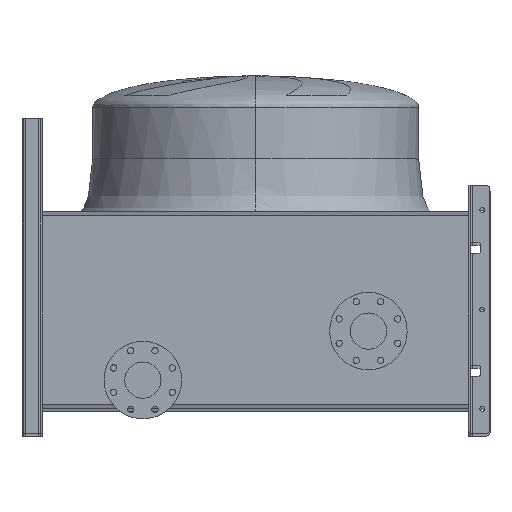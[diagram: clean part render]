
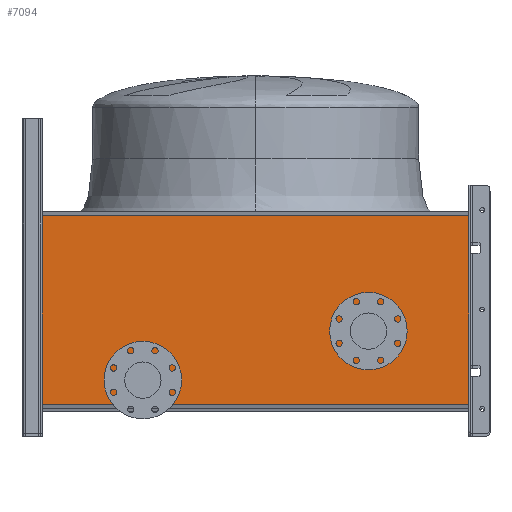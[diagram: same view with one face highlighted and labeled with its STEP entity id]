
A CAD part, top view. The second image highlights one B-rep face of the part: STEP entity #7094.
In plain terms, the highlighted planar face has unit normal (0, 0, 1).
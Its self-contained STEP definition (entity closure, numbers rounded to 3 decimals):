
#500 = DIRECTION ( 'NONE',  ( -1., 0., 0. ) ) ;
#544 = FACE_BOUND ( 'NONE', #609, .T. ) ;
#609 = EDGE_LOOP ( 'NONE', ( #8634, #2564 ) ) ;
#701 = VECTOR ( 'NONE', #5092, 1000. ) ;
#732 = AXIS2_PLACEMENT_3D ( 'NONE', #2325, #1556, #500 ) ;
#839 = EDGE_CURVE ( 'NONE', #1175, #2162, #1193, .T. ) ;
#1153 = EDGE_LOOP ( 'NONE', ( #7359, #8686, #2248, #7838 ) ) ;
#1175 = VERTEX_POINT ( 'NONE', #4768 ) ;
#1193 = CIRCLE ( 'NONE', #5178, 54. ) ;
#1273 = VERTEX_POINT ( 'NONE', #8711 ) ;
#1477 = VERTEX_POINT ( 'NONE', #4367 ) ;
#1556 = DIRECTION ( 'NONE',  ( 0., 0., -1. ) ) ;
#1596 = CARTESIAN_POINT ( 'NONE',  ( 1214.262, 12.578, 240. ) ) ;
#1661 = FACE_OUTER_BOUND ( 'NONE', #1153, .T. ) ;
#1747 = EDGE_CURVE ( 'NONE', #1273, #7412, #8548, .T. ) ;
#1855 = CIRCLE ( 'NONE', #732, 54. ) ;
#2162 = VERTEX_POINT ( 'NONE', #9502 ) ;
#2205 = CARTESIAN_POINT ( 'NONE',  ( -320., 81., 240. ) ) ;
#2248 = ORIENTED_EDGE ( 'NONE', *, *, #10110, .T. ) ;
#2280 = VERTEX_POINT ( 'NONE', #9850 ) ;
#2325 = CARTESIAN_POINT ( 'NONE',  ( 320., 220., 240. ) ) ;
#2508 = EDGE_CURVE ( 'NONE', #1477, #2280, #5076, .T. ) ;
#2564 = ORIENTED_EDGE ( 'NONE', *, *, #10361, .T. ) ;
#2691 = CARTESIAN_POINT ( 'NONE',  ( 1214.262, 12.578, 240. ) ) ;
#3422 = PLANE ( 'NONE',  #9816 ) ;
#4124 = CARTESIAN_POINT ( 'NONE',  ( 1214.262, 547.422, 240. ) ) ;
#4153 = DIRECTION ( 'NONE',  ( 0., 0., -1. ) ) ;
#4209 = CARTESIAN_POINT ( 'NONE',  ( -320., 81., 240. ) ) ;
#4244 = LINE ( 'NONE', #10702, #701 ) ;
#4292 = CARTESIAN_POINT ( 'NONE',  ( -605., 12.578, 240. ) ) ;
#4367 = CARTESIAN_POINT ( 'NONE',  ( -320., 135., 240. ) ) ;
#4623 = VECTOR ( 'NONE', #6316, 1000. ) ;
#4768 = CARTESIAN_POINT ( 'NONE',  ( 320., 274., 240. ) ) ;
#5076 = CIRCLE ( 'NONE', #9471, 54. ) ;
#5092 = DIRECTION ( 'NONE',  ( 0., -1., 0. ) ) ;
#5108 = DIRECTION ( 'NONE',  ( -1., 0., 0. ) ) ;
#5178 = AXIS2_PLACEMENT_3D ( 'NONE', #6876, #6103, #10527 ) ;
#5204 = CARTESIAN_POINT ( 'NONE',  ( 605., 12.578, 240. ) ) ;
#5465 = EDGE_LOOP ( 'NONE', ( #7159, #6733 ) ) ;
#5553 = EDGE_CURVE ( 'NONE', #6380, #6764, #9857, .T. ) ;
#5941 = DIRECTION ( 'NONE',  ( -1., 0., 0. ) ) ;
#6103 = DIRECTION ( 'NONE',  ( 0., 0., -1. ) ) ;
#6201 = VECTOR ( 'NONE', #10648, 1000. ) ;
#6316 = DIRECTION ( 'NONE',  ( -1., 0., 0. ) ) ;
#6380 = VERTEX_POINT ( 'NONE', #8764 ) ;
#6479 = CARTESIAN_POINT ( 'NONE',  ( -605., 547.422, 240. ) ) ;
#6733 = ORIENTED_EDGE ( 'NONE', *, *, #8671, .T. ) ;
#6764 = VERTEX_POINT ( 'NONE', #4292 ) ;
#6876 = CARTESIAN_POINT ( 'NONE',  ( 320., 220., 240. ) ) ;
#6960 = DIRECTION ( 'NONE',  ( 0., 0., -1. ) ) ;
#7094 = ADVANCED_FACE ( 'NONE', ( #544, #1661, #9753 ), #3422, .F. ) ;
#7159 = ORIENTED_EDGE ( 'NONE', *, *, #839, .T. ) ;
#7173 = LINE ( 'NONE', #5204, #6201 ) ;
#7359 = ORIENTED_EDGE ( 'NONE', *, *, #8031, .F. ) ;
#7412 = VERTEX_POINT ( 'NONE', #6479 ) ;
#7838 = ORIENTED_EDGE ( 'NONE', *, *, #5553, .F. ) ;
#8031 = EDGE_CURVE ( 'NONE', #1273, #6380, #7173, .T. ) ;
#8548 = LINE ( 'NONE', #4124, #11095 ) ;
#8634 = ORIENTED_EDGE ( 'NONE', *, *, #2508, .T. ) ;
#8671 = EDGE_CURVE ( 'NONE', #2162, #1175, #1855, .T. ) ;
#8686 = ORIENTED_EDGE ( 'NONE', *, *, #1747, .T. ) ;
#8711 = CARTESIAN_POINT ( 'NONE',  ( 605., 547.422, 240. ) ) ;
#8747 = DIRECTION ( 'NONE',  ( -1., 0., 0. ) ) ;
#8764 = CARTESIAN_POINT ( 'NONE',  ( 605., 12.578, 240. ) ) ;
#9471 = AXIS2_PLACEMENT_3D ( 'NONE', #4209, #4153, #5941 ) ;
#9502 = CARTESIAN_POINT ( 'NONE',  ( 320., 166., 240. ) ) ;
#9753 = FACE_BOUND ( 'NONE', #5465, .T. ) ;
#9806 = AXIS2_PLACEMENT_3D ( 'NONE', #2205, #6960, #5108 ) ;
#9816 = AXIS2_PLACEMENT_3D ( 'NONE', #1596, #10531, #8747 ) ;
#9850 = CARTESIAN_POINT ( 'NONE',  ( -320., 27., 240. ) ) ;
#9857 = LINE ( 'NONE', #2691, #4623 ) ;
#10110 = EDGE_CURVE ( 'NONE', #7412, #6764, #4244, .T. ) ;
#10361 = EDGE_CURVE ( 'NONE', #2280, #1477, #10951, .T. ) ;
#10527 = DIRECTION ( 'NONE',  ( -1., 0., 0. ) ) ;
#10531 = DIRECTION ( 'NONE',  ( 0., 0., -1. ) ) ;
#10648 = DIRECTION ( 'NONE',  ( 0., -1., 0. ) ) ;
#10702 = CARTESIAN_POINT ( 'NONE',  ( -605., 12.578, 240. ) ) ;
#10951 = CIRCLE ( 'NONE', #9806, 54. ) ;
#11095 = VECTOR ( 'NONE', #11425, 1000. ) ;
#11425 = DIRECTION ( 'NONE',  ( -1., 0., 0. ) ) ;
